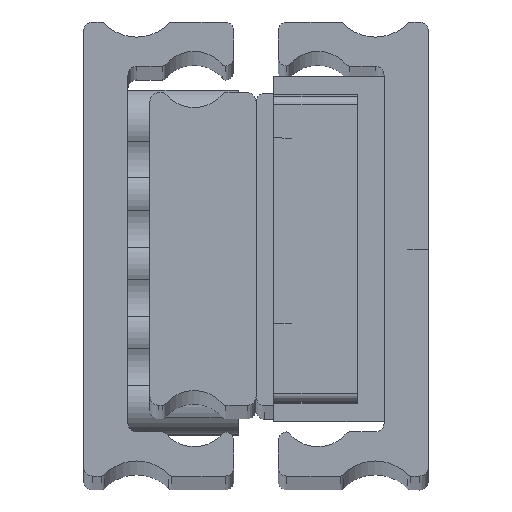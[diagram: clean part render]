
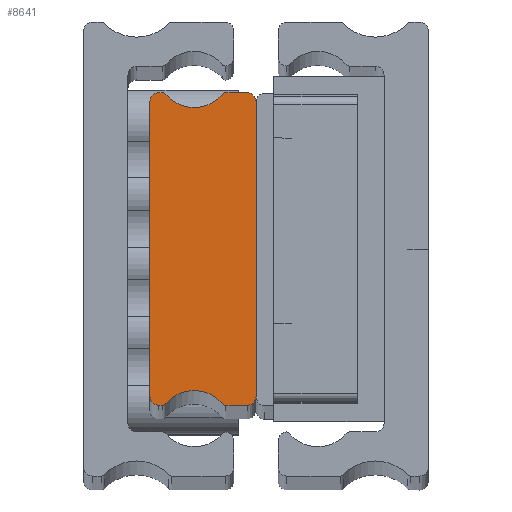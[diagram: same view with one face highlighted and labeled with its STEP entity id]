
A CAD part, top view. The second image highlights one B-rep face of the part: STEP entity #8641.
In plain terms, the highlighted planar face has unit normal (0, 0, 1).
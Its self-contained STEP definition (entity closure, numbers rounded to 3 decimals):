
#40 = DIRECTION ( 'NONE',  ( 1., 0., 0. ) ) ;
#217 = AXIS2_PLACEMENT_3D ( 'NONE', #1962, #4860, #6940 ) ;
#268 = EDGE_CURVE ( 'NONE', #2854, #1344, #7025, .T. ) ;
#325 = VERTEX_POINT ( 'NONE', #2834 ) ;
#357 = DIRECTION ( 'NONE',  ( 1., 0., 0. ) ) ;
#598 = CARTESIAN_POINT ( 'NONE',  ( -1., 16.687, 0. ) ) ;
#664 = CARTESIAN_POINT ( 'NONE',  ( -3.397, -17.187, 0. ) ) ;
#746 = VERTEX_POINT ( 'NONE', #6853 ) ;
#750 = EDGE_CURVE ( 'NONE', #1554, #753, #3446, .T. ) ;
#753 = VERTEX_POINT ( 'NONE', #7647 ) ;
#798 = DIRECTION ( 'NONE',  ( 0., 0., 1. ) ) ;
#1191 = CARTESIAN_POINT ( 'NONE',  ( -10.603, 17.187, 0. ) ) ;
#1211 = CIRCLE ( 'NONE', #2796, 0.5 ) ;
#1221 = DIRECTION ( 'NONE',  ( 0., 0., 1. ) ) ;
#1283 = DIRECTION ( 'NONE',  ( 1., 0., 0. ) ) ;
#1304 = CARTESIAN_POINT ( 'NONE',  ( -7., 20.232, 0. ) ) ;
#1344 = VERTEX_POINT ( 'NONE', #7306 ) ;
#1389 = CARTESIAN_POINT ( 'NONE',  ( -11., -17.687, 0. ) ) ;
#1400 = DIRECTION ( 'NONE',  ( 0., 0., 1. ) ) ;
#1524 = VECTOR ( 'NONE', #1912, 1000. ) ;
#1541 = AXIS2_PLACEMENT_3D ( 'NONE', #1304, #6747, #8163 ) ;
#1550 = CARTESIAN_POINT ( 'NONE',  ( -12., -16.688, 0. ) ) ;
#1554 = VERTEX_POINT ( 'NONE', #7486 ) ;
#1582 = LINE ( 'NONE', #7593, #8002 ) ;
#1654 = CARTESIAN_POINT ( 'NONE',  ( -3.397, 17.687, 0. ) ) ;
#1771 = VERTEX_POINT ( 'NONE', #5240 ) ;
#1838 = CARTESIAN_POINT ( 'NONE',  ( -3.397, 17.187, 0. ) ) ;
#1889 = ORIENTED_EDGE ( 'NONE', *, *, #4830, .T. ) ;
#1907 = DIRECTION ( 'NONE',  ( 0., 0., 1. ) ) ;
#1912 = DIRECTION ( 'NONE',  ( -1., 0., 0. ) ) ;
#1959 = ORIENTED_EDGE ( 'NONE', *, *, #7497, .T. ) ;
#1962 = CARTESIAN_POINT ( 'NONE',  ( -11., 16.687, 0. ) ) ;
#1975 = ORIENTED_EDGE ( 'NONE', *, *, #268, .T. ) ;
#2069 = EDGE_CURVE ( 'NONE', #753, #8370, #1211, .T. ) ;
#2468 = LINE ( 'NONE', #4606, #8806 ) ;
#2486 = EDGE_CURVE ( 'NONE', #325, #746, #4494, .T. ) ;
#2632 = CARTESIAN_POINT ( 'NONE',  ( -3.397, -17.688, 0. ) ) ;
#2656 = AXIS2_PLACEMENT_3D ( 'NONE', #3607, #1400, #5563 ) ;
#2754 = CARTESIAN_POINT ( 'NONE',  ( -1., 17.688, 0. ) ) ;
#2757 = VERTEX_POINT ( 'NONE', #4518 ) ;
#2768 = DIRECTION ( 'NONE',  ( 1., 0., 0. ) ) ;
#2793 = CARTESIAN_POINT ( 'NONE',  ( -11., 17.687, 0. ) ) ;
#2796 = AXIS2_PLACEMENT_3D ( 'NONE', #664, #798, #4186 ) ;
#2809 = EDGE_CURVE ( 'NONE', #3475, #6701, #8070, .T. ) ;
#2834 = CARTESIAN_POINT ( 'NONE',  ( -1., -17.688, 0. ) ) ;
#2854 = VERTEX_POINT ( 'NONE', #5933 ) ;
#3240 = CARTESIAN_POINT ( 'NONE',  ( -7., 20.232, 0. ) ) ;
#3400 = CARTESIAN_POINT ( 'NONE',  ( -7., -20.232, 0. ) ) ;
#3404 = CARTESIAN_POINT ( 'NONE',  ( -3.397, -17.688, 0. ) ) ;
#3446 = CIRCLE ( 'NONE', #6487, 4.22 ) ;
#3475 = VERTEX_POINT ( 'NONE', #2754 ) ;
#3589 = DIRECTION ( 'NONE',  ( 0., 0., 1. ) ) ;
#3607 = CARTESIAN_POINT ( 'NONE',  ( -11., -16.688, 0. ) ) ;
#3903 = DIRECTION ( 'NONE',  ( 0., 0., 1. ) ) ;
#3939 = DIRECTION ( 'NONE',  ( 0., 0., 1. ) ) ;
#3994 = ORIENTED_EDGE ( 'NONE', *, *, #2069, .T. ) ;
#4034 = DIRECTION ( 'NONE',  ( 1., 0., 0. ) ) ;
#4093 = ORIENTED_EDGE ( 'NONE', *, *, #750, .T. ) ;
#4176 = DIRECTION ( 'NONE',  ( 0., 0., -1. ) ) ;
#4186 = DIRECTION ( 'NONE',  ( 1., 0., 0. ) ) ;
#4344 = ORIENTED_EDGE ( 'NONE', *, *, #5323, .T. ) ;
#4494 = CIRCLE ( 'NONE', #6522, 1. ) ;
#4518 = CARTESIAN_POINT ( 'NONE',  ( -10.603, 17.687, 0. ) ) ;
#4523 = VERTEX_POINT ( 'NONE', #2793 ) ;
#4551 = CIRCLE ( 'NONE', #4997, 0.5 ) ;
#4565 = VECTOR ( 'NONE', #40, 1000. ) ;
#4606 = CARTESIAN_POINT ( 'NONE',  ( 0., -16.687, 0. ) ) ;
#4630 = LINE ( 'NONE', #6668, #1524 ) ;
#4663 = DIRECTION ( 'NONE',  ( 1., 0., 0. ) ) ;
#4721 = CIRCLE ( 'NONE', #5748, 0.5 ) ;
#4830 = EDGE_CURVE ( 'NONE', #746, #6801, #2468, .T. ) ;
#4860 = DIRECTION ( 'NONE',  ( 0., 0., 1. ) ) ;
#4997 = AXIS2_PLACEMENT_3D ( 'NONE', #1838, #3903, #6676 ) ;
#5045 = DIRECTION ( 'NONE',  ( 0., 0., 1. ) ) ;
#5215 = CARTESIAN_POINT ( 'NONE',  ( -1., 17.687, 0. ) ) ;
#5240 = CARTESIAN_POINT ( 'NONE',  ( -12., 16.687, 0. ) ) ;
#5245 = DIRECTION ( 'NONE',  ( 0., 1., 0. ) ) ;
#5323 = EDGE_CURVE ( 'NONE', #7367, #7443, #5649, .T. ) ;
#5404 = CARTESIAN_POINT ( 'NONE',  ( 0., 16.687, 0. ) ) ;
#5563 = DIRECTION ( 'NONE',  ( 1., 0., 0. ) ) ;
#5590 = EDGE_CURVE ( 'NONE', #2757, #4523, #4630, .T. ) ;
#5649 = LINE ( 'NONE', #1389, #7412 ) ;
#5748 = AXIS2_PLACEMENT_3D ( 'NONE', #1191, #3939, #1283 ) ;
#5800 = EDGE_CURVE ( 'NONE', #4523, #1771, #5853, .T. ) ;
#5853 = CIRCLE ( 'NONE', #217, 1. ) ;
#5855 = ORIENTED_EDGE ( 'NONE', *, *, #5931, .T. ) ;
#5899 = ORIENTED_EDGE ( 'NONE', *, *, #5800, .T. ) ;
#5931 = EDGE_CURVE ( 'NONE', #7443, #1554, #7138, .T. ) ;
#5933 = CARTESIAN_POINT ( 'NONE',  ( -3.808, 17.473, 0. ) ) ;
#6062 = EDGE_CURVE ( 'NONE', #7087, #7367, #6570, .T. ) ;
#6068 = ORIENTED_EDGE ( 'NONE', *, *, #5590, .T. ) ;
#6471 = DIRECTION ( 'NONE',  ( 0., -1., 0. ) ) ;
#6487 = AXIS2_PLACEMENT_3D ( 'NONE', #3400, #4176, #7603 ) ;
#6522 = AXIS2_PLACEMENT_3D ( 'NONE', #6851, #3589, #2768 ) ;
#6570 = CIRCLE ( 'NONE', #2656, 1. ) ;
#6575 = CIRCLE ( 'NONE', #8864, 1. ) ;
#6668 = CARTESIAN_POINT ( 'NONE',  ( -10.603, 17.688, 0. ) ) ;
#6676 = DIRECTION ( 'NONE',  ( 1., 0., 0. ) ) ;
#6701 = VERTEX_POINT ( 'NONE', #1654 ) ;
#6708 = FACE_OUTER_BOUND ( 'NONE', #8508, .T. ) ;
#6747 = DIRECTION ( 'NONE',  ( 0., 0., -1. ) ) ;
#6797 = CARTESIAN_POINT ( 'NONE',  ( -10.603, -17.687, 0. ) ) ;
#6801 = VERTEX_POINT ( 'NONE', #5404 ) ;
#6851 = CARTESIAN_POINT ( 'NONE',  ( -1., -16.687, 0. ) ) ;
#6853 = CARTESIAN_POINT ( 'NONE',  ( 0., -16.687, 0. ) ) ;
#6861 = CARTESIAN_POINT ( 'NONE',  ( -11., -17.687, 0. ) ) ;
#6881 = ORIENTED_EDGE ( 'NONE', *, *, #8376, .T. ) ;
#6919 = ORIENTED_EDGE ( 'NONE', *, *, #8285, .T. ) ;
#6940 = DIRECTION ( 'NONE',  ( 1., 0., 0. ) ) ;
#6981 = ORIENTED_EDGE ( 'NONE', *, *, #6062, .T. ) ;
#7025 = CIRCLE ( 'NONE', #1541, 4.22 ) ;
#7087 = VERTEX_POINT ( 'NONE', #1550 ) ;
#7138 = CIRCLE ( 'NONE', #8141, 0.5 ) ;
#7302 = AXIS2_PLACEMENT_3D ( 'NONE', #3240, #1907, #4663 ) ;
#7306 = CARTESIAN_POINT ( 'NONE',  ( -10.192, 17.473, 0. ) ) ;
#7310 = EDGE_CURVE ( 'NONE', #6701, #2854, #4551, .T. ) ;
#7367 = VERTEX_POINT ( 'NONE', #6861 ) ;
#7402 = DIRECTION ( 'NONE',  ( -1., 0., 0. ) ) ;
#7412 = VECTOR ( 'NONE', #4034, 1000. ) ;
#7443 = VERTEX_POINT ( 'NONE', #6797 ) ;
#7486 = CARTESIAN_POINT ( 'NONE',  ( -10.192, -17.473, 0. ) ) ;
#7497 = EDGE_CURVE ( 'NONE', #6801, #3475, #6575, .T. ) ;
#7502 = ORIENTED_EDGE ( 'NONE', *, *, #2486, .T. ) ;
#7511 = LINE ( 'NONE', #3404, #4565 ) ;
#7515 = VECTOR ( 'NONE', #7402, 1000. ) ;
#7553 = ORIENTED_EDGE ( 'NONE', *, *, #2809, .T. ) ;
#7593 = CARTESIAN_POINT ( 'NONE',  ( -12., 16.687, 0. ) ) ;
#7603 = DIRECTION ( 'NONE',  ( 1., 0., 0. ) ) ;
#7633 = EDGE_CURVE ( 'NONE', #1771, #7087, #1582, .T. ) ;
#7647 = CARTESIAN_POINT ( 'NONE',  ( -3.808, -17.473, 0. ) ) ;
#7911 = ORIENTED_EDGE ( 'NONE', *, *, #7633, .T. ) ;
#8002 = VECTOR ( 'NONE', #6471, 1000. ) ;
#8070 = LINE ( 'NONE', #5215, #7515 ) ;
#8076 = PLANE ( 'NONE',  #7302 ) ;
#8141 = AXIS2_PLACEMENT_3D ( 'NONE', #8615, #5045, #357 ) ;
#8163 = DIRECTION ( 'NONE',  ( 1., 0., 0. ) ) ;
#8174 = DIRECTION ( 'NONE',  ( 1., 0., 0. ) ) ;
#8285 = EDGE_CURVE ( 'NONE', #8370, #325, #7511, .T. ) ;
#8370 = VERTEX_POINT ( 'NONE', #2632 ) ;
#8376 = EDGE_CURVE ( 'NONE', #1344, #2757, #4721, .T. ) ;
#8508 = EDGE_LOOP ( 'NONE', ( #1975, #6881, #6068, #5899, #7911, #6981, #4344, #5855, #4093, #3994, #6919, #7502, #1889, #1959, #7553, #8658 ) ) ;
#8615 = CARTESIAN_POINT ( 'NONE',  ( -10.603, -17.187, 0. ) ) ;
#8641 = ADVANCED_FACE ( 'NONE', ( #6708 ), #8076, .T. ) ;
#8658 = ORIENTED_EDGE ( 'NONE', *, *, #7310, .T. ) ;
#8806 = VECTOR ( 'NONE', #5245, 1000. ) ;
#8864 = AXIS2_PLACEMENT_3D ( 'NONE', #598, #1221, #8174 ) ;
